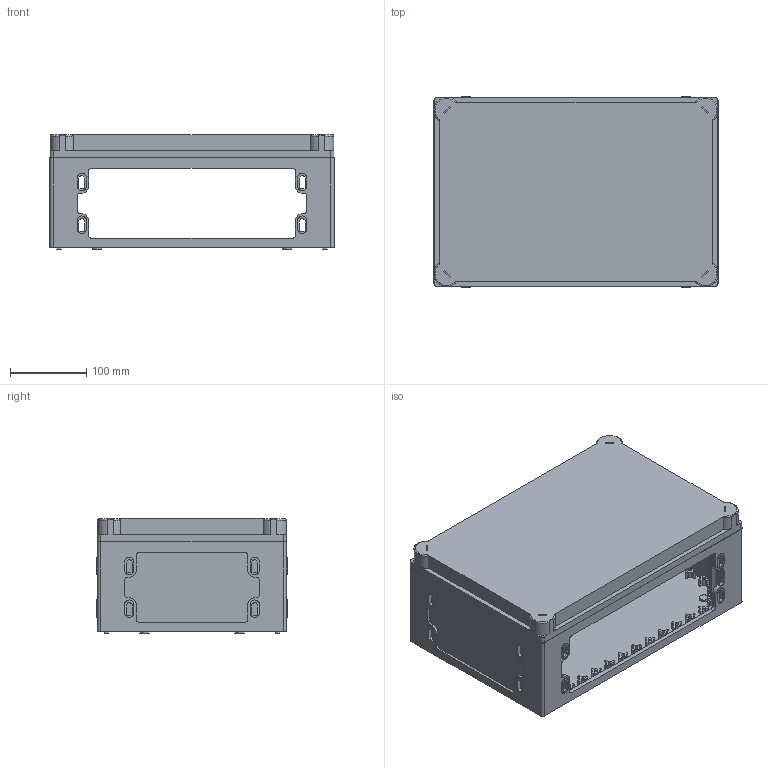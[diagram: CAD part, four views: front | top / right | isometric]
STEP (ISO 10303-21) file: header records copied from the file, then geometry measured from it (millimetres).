
FILE_DESCRIPTION( ( 'STEP AP214' ), '1' );
FILE_NAME( 'ci43_125.stp', '2021-04-15T06:14:07', ( 'License CC BY-ND 4.0' ), ( 'CADENAS' ), ' ', 'PARTsolutions', ' ' );
FILE_SCHEMA( ( 'AUTOMOTIVE_DESIGN { 1 0 10303 214 1 1 1 1 }' ) );
Length unit declared in the file: millimetre
Products named in the file (3): 017527; _065028_P; _017203_P
Assembly tree (2 placements, depth 2):
  017527
    _065028_P
    _017203_P
Bounding box: 375 x 250 x 150 mm (x, y, z)
Volume: 1466243.1 mm3; surface area: 708648.8 mm2
Topology: 2 solids, 2 shells, 1620 faces, 4338 edges, 2880 vertices
Faces by surface type: plane 990, cylinder 610, sphere 8, torus 8, cone 4
Full cylindrical faces by diameter (mm): 3.85 x42, 6 x8, 6.5 x4, 8 x4, 9 x8, 9.5 x4, 10.5 x4, 12 x8
Entity records: 63448 total; most frequent: CARTESIAN_POINT 9173, DIRECTION 8770, ORIENTED_EDGE 8432, EDGE_CURVE 4216, AXIS2_PLACEMENT_3D 2975, VERTEX_POINT 2856, LINE 2820, VECTOR 2820
